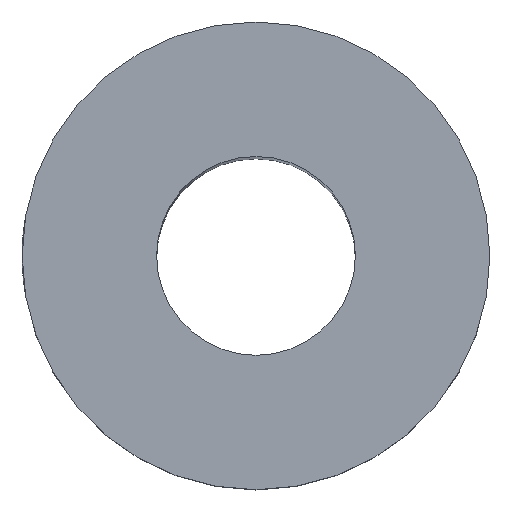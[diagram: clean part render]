
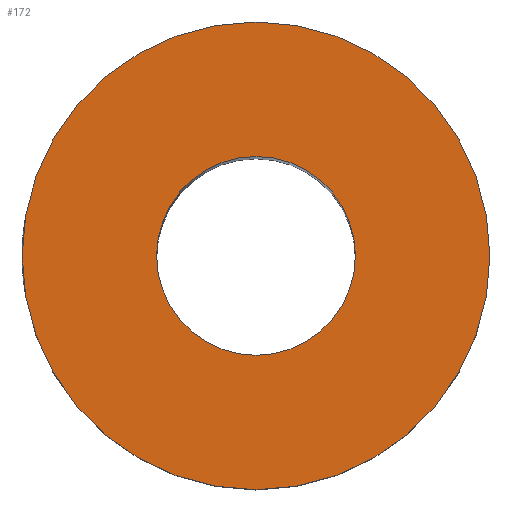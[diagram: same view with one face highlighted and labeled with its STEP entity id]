
A CAD part, top view. The second image highlights one B-rep face of the part: STEP entity #172.
In plain terms, the highlighted planar face has unit normal (0, 0, 1).
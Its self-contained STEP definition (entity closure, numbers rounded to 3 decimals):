
#44=FACE_BOUND('',#63,.T.);
#51=FACE_OUTER_BOUND('',#62,.T.);
#62=EDGE_LOOP('',(#145));
#63=EDGE_LOOP('',(#146));
#73=CIRCLE('',#202,12.);
#74=CIRCLE('',#204,5.1);
#89=VERTEX_POINT('',#371);
#90=VERTEX_POINT('',#376);
#108=EDGE_CURVE('',#89,#89,#73,.T.);
#111=EDGE_CURVE('',#90,#90,#74,.T.);
#145=ORIENTED_EDGE('',*,*,#108,.T.);
#146=ORIENTED_EDGE('',*,*,#111,.T.);
#165=PLANE('',#203);
#172=ADVANCED_FACE('',(#51,#44),#165,.T.);
#202=AXIS2_PLACEMENT_3D('',#372,#236,#237);
#203=AXIS2_PLACEMENT_3D('',#375,#240,#241);
#204=AXIS2_PLACEMENT_3D('',#377,#242,#243);
#236=DIRECTION('center_axis',(0.,0.,1.));
#237=DIRECTION('ref_axis',(1.,0.,0.));
#240=DIRECTION('center_axis',(0.,0.,1.));
#241=DIRECTION('ref_axis',(1.,0.,0.));
#242=DIRECTION('center_axis',(0.,0.,-1.));
#243=DIRECTION('ref_axis',(1.,0.,0.));
#371=CARTESIAN_POINT('',(-12.,0.,30.7));
#372=CARTESIAN_POINT('Origin',(0.,0.,30.7));
#375=CARTESIAN_POINT('Origin',(0.,0.,30.7));
#376=CARTESIAN_POINT('',(-5.1,0.,30.7));
#377=CARTESIAN_POINT('Origin',(0.,0.,30.7));
